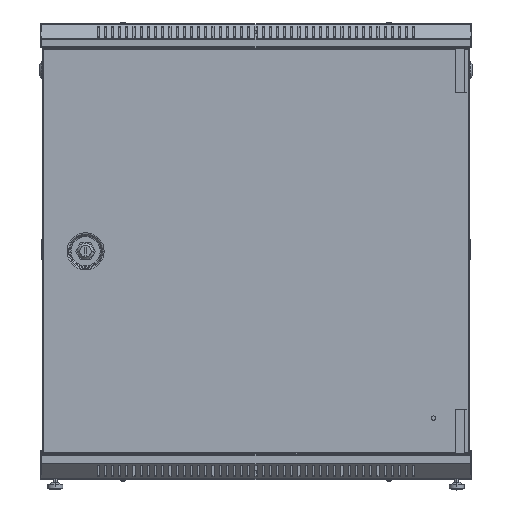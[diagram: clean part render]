
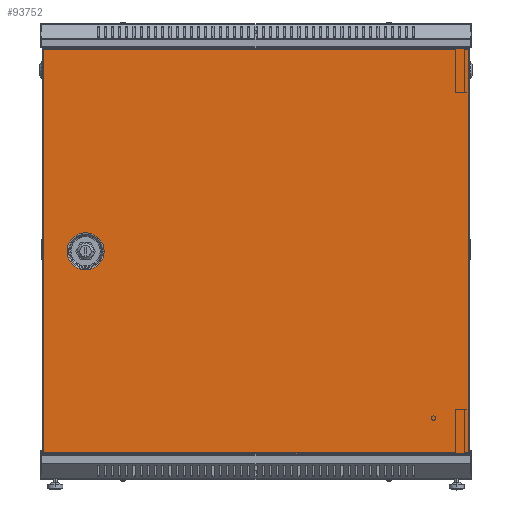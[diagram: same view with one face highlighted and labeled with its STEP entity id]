
A CAD part, top view. The second image highlights one B-rep face of the part: STEP entity #93752.
In plain terms, the highlighted planar face has unit normal (0, 0, 1).
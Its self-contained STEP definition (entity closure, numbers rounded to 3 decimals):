
#1199 = DIRECTION ( 'NONE',  ( 0., 1., 0. ) ) ;
#1343 = EDGE_LOOP ( 'NONE', ( #134734, #7858, #22367, #7843 ) ) ;
#7843 = ORIENTED_EDGE ( 'NONE', *, *, #116850, .F. ) ;
#7858 = ORIENTED_EDGE ( 'NONE', *, *, #23304, .T. ) ;
#12104 = VERTEX_POINT ( 'NONE', #35211 ) ;
#15763 = CARTESIAN_POINT ( 'NONE',  ( 297.4, 34.5, 473. ) ) ;
#16183 = DIRECTION ( 'NONE',  ( 0., -1., 0. ) ) ;
#16423 = VERTEX_POINT ( 'NONE', #74417 ) ;
#22367 = ORIENTED_EDGE ( 'NONE', *, *, #113293, .F. ) ;
#23304 = EDGE_CURVE ( 'NONE', #26754, #82146, #71925, .T. ) ;
#23654 = CARTESIAN_POINT ( 'NONE',  ( 297.4, 36., 473. ) ) ;
#26754 = VERTEX_POINT ( 'NONE', #95890 ) ;
#35211 = CARTESIAN_POINT ( 'NONE',  ( -297.6, 599.5, 473. ) ) ;
#38011 = DIRECTION ( 'NONE',  ( 1., 0., 0. ) ) ;
#38183 = CARTESIAN_POINT ( 'NONE',  ( -297.6, 34.5, 473. ) ) ;
#42487 = FACE_BOUND ( 'NONE', #59006, .T. ) ;
#44629 = EDGE_CURVE ( 'NONE', #132924, #60295, #146805, .T. ) ;
#45829 = VECTOR ( 'NONE', #16183, 1000. ) ;
#51879 = AXIS2_PLACEMENT_3D ( 'NONE', #132518, #54108, #145669 ) ;
#52320 = VECTOR ( 'NONE', #115342, 1000. ) ;
#53422 = CARTESIAN_POINT ( 'NONE',  ( -297.6, 599.5, 473. ) ) ;
#53634 = CARTESIAN_POINT ( 'NONE',  ( -297.6, 36., 473. ) ) ;
#54108 = DIRECTION ( 'NONE',  ( 0., 0., 1. ) ) ;
#59006 = EDGE_LOOP ( 'NONE', ( #147356, #137978 ) ) ;
#59788 = CARTESIAN_POINT ( 'NONE',  ( -263.448, 317., 473. ) ) ;
#60295 = VERTEX_POINT ( 'NONE', #74285 ) ;
#61700 = DIRECTION ( 'NONE',  ( 0., 0., 1. ) ) ;
#71925 = LINE ( 'NONE', #38183, #76033 ) ;
#74285 = CARTESIAN_POINT ( 'NONE',  ( -211.752, 317., 473. ) ) ;
#74417 = CARTESIAN_POINT ( 'NONE',  ( 297.4, 599.5, 473. ) ) ;
#76033 = VECTOR ( 'NONE', #38011, 1000. ) ;
#77278 = FACE_OUTER_BOUND ( 'NONE', #1343, .T. ) ;
#77811 = LINE ( 'NONE', #53422, #139264 ) ;
#78927 = LINE ( 'NONE', #23654, #52320 ) ;
#79912 = DIRECTION ( 'NONE',  ( 0., 0., -1. ) ) ;
#82146 = VERTEX_POINT ( 'NONE', #15763 ) ;
#93752 = ADVANCED_FACE ( 'NONE', ( #77278, #42487 ), #105704, .F. ) ;
#95890 = CARTESIAN_POINT ( 'NONE',  ( -297.6, 34.5, 473. ) ) ;
#105704 = PLANE ( 'NONE',  #136061 ) ;
#113293 = EDGE_CURVE ( 'NONE', #16423, #82146, #78927, .T. ) ;
#113308 = AXIS2_PLACEMENT_3D ( 'NONE', #140102, #61700, #153221 ) ;
#115342 = DIRECTION ( 'NONE',  ( 0., -1., 0. ) ) ;
#116850 = EDGE_CURVE ( 'NONE', #12104, #16423, #77811, .T. ) ;
#119269 = DIRECTION ( 'NONE',  ( 1., 0., 0. ) ) ;
#125493 = CIRCLE ( 'NONE', #113308, 25.848 ) ;
#132518 = CARTESIAN_POINT ( 'NONE',  ( -237.6, 317., 473. ) ) ;
#132924 = VERTEX_POINT ( 'NONE', #59788 ) ;
#134734 = ORIENTED_EDGE ( 'NONE', *, *, #164419, .T. ) ;
#136061 = AXIS2_PLACEMENT_3D ( 'NONE', #53634, #79912, #1199 ) ;
#137978 = ORIENTED_EDGE ( 'NONE', *, *, #44629, .F. ) ;
#139264 = VECTOR ( 'NONE', #119269, 1000. ) ;
#140102 = CARTESIAN_POINT ( 'NONE',  ( -237.6, 317., 473. ) ) ;
#143077 = EDGE_CURVE ( 'NONE', #60295, #132924, #125493, .T. ) ;
#145669 = DIRECTION ( 'NONE',  ( 1., 0., 0. ) ) ;
#146805 = CIRCLE ( 'NONE', #51879, 25.848 ) ;
#147356 = ORIENTED_EDGE ( 'NONE', *, *, #143077, .F. ) ;
#150228 = LINE ( 'NONE', #159955, #45829 ) ;
#153221 = DIRECTION ( 'NONE',  ( 1., 0., 0. ) ) ;
#159955 = CARTESIAN_POINT ( 'NONE',  ( -297.6, 36., 473. ) ) ;
#164419 = EDGE_CURVE ( 'NONE', #12104, #26754, #150228, .T. ) ;
